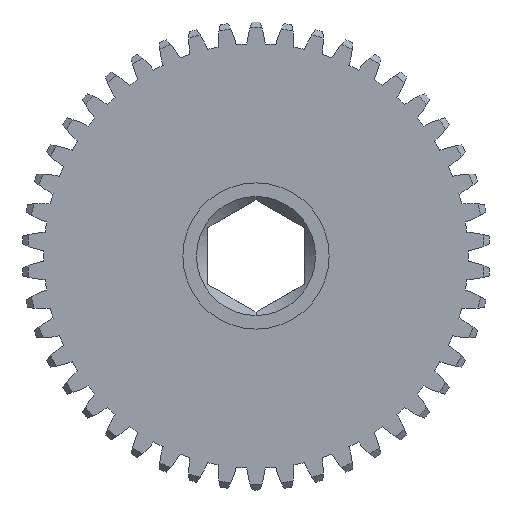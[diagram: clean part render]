
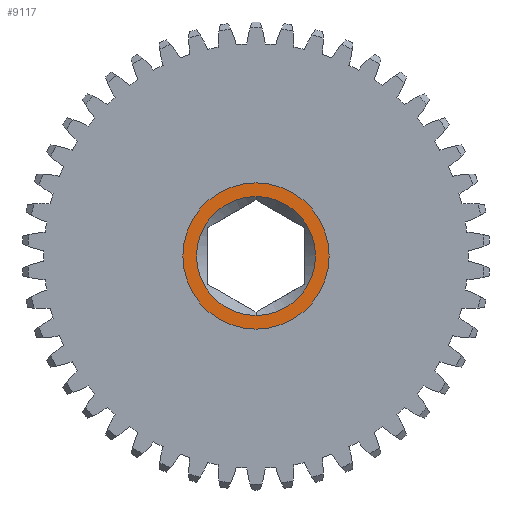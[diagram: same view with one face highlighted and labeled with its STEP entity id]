
A CAD part, left-side view. The second image highlights one B-rep face of the part: STEP entity #9117.
In plain terms, the highlighted planar face has unit normal (-1, 0, 0).
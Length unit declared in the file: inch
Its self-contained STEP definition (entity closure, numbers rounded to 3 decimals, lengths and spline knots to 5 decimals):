
#276 = ORIENTED_EDGE ( 'NONE', *, *, #9495, .F. ) ;
#550 = DIRECTION ( 'NONE',  ( 0., 0., 1. ) ) ;
#1092 = CARTESIAN_POINT ( 'NONE',  ( -0.0625, 0., 0.375 ) ) ;
#1142 = ORIENTED_EDGE ( 'NONE', *, *, #2477, .T. ) ;
#1533 = CARTESIAN_POINT ( 'NONE',  ( -0.0625, 0., 0. ) ) ;
#1746 = PLANE ( 'NONE',  #9945 ) ;
#1752 = CIRCLE ( 'NONE', #2962, 0.305 ) ;
#2118 = DIRECTION ( 'NONE',  ( 0., 0., 1. ) ) ;
#2220 = DIRECTION ( 'NONE',  ( -1., 0., 0. ) ) ;
#2283 = ORIENTED_EDGE ( 'NONE', *, *, #9518, .F. ) ;
#2422 = CIRCLE ( 'NONE', #8570, 0.375 ) ;
#2477 = EDGE_CURVE ( 'NONE', #9366, #6102, #2422, .T. ) ;
#2548 = FACE_OUTER_BOUND ( 'NONE', #8624, .T. ) ;
#2962 = AXIS2_PLACEMENT_3D ( 'NONE', #10391, #2220, #550 ) ;
#3119 = DIRECTION ( 'NONE',  ( -1., 0., 0. ) ) ;
#3709 = CARTESIAN_POINT ( 'NONE',  ( -0.0625, 0., -0.375 ) ) ;
#3806 = AXIS2_PLACEMENT_3D ( 'NONE', #10286, #7775, #2118 ) ;
#4137 = CIRCLE ( 'NONE', #3806, 0.305 ) ;
#5030 = EDGE_LOOP ( 'NONE', ( #276, #2283 ) ) ;
#5587 = AXIS2_PLACEMENT_3D ( 'NONE', #10432, #3119, #9644 ) ;
#5752 = CARTESIAN_POINT ( 'NONE',  ( -0.0625, 0., 0.305 ) ) ;
#5850 = VERTEX_POINT ( 'NONE', #5752 ) ;
#6072 = DIRECTION ( 'NONE',  ( -1., 0., 0. ) ) ;
#6102 = VERTEX_POINT ( 'NONE', #3709 ) ;
#6818 = DIRECTION ( 'NONE',  ( 0., 0., 1. ) ) ;
#7000 = EDGE_CURVE ( 'NONE', #6102, #9366, #10183, .T. ) ;
#7359 = FACE_BOUND ( 'NONE', #5030, .T. ) ;
#7775 = DIRECTION ( 'NONE',  ( -1., 0., 0. ) ) ;
#7981 = CARTESIAN_POINT ( 'NONE',  ( -0.0625, 0., -0.305 ) ) ;
#8214 = DIRECTION ( 'NONE',  ( 0., 0., 1. ) ) ;
#8570 = AXIS2_PLACEMENT_3D ( 'NONE', #9298, #6072, #6818 ) ;
#8624 = EDGE_LOOP ( 'NONE', ( #9111, #1142 ) ) ;
#8739 = VERTEX_POINT ( 'NONE', #7981 ) ;
#9111 = ORIENTED_EDGE ( 'NONE', *, *, #7000, .T. ) ;
#9117 = ADVANCED_FACE ( 'NONE', ( #7359, #2548 ), #1746, .T. ) ;
#9298 = CARTESIAN_POINT ( 'NONE',  ( -0.0625, 0., 0. ) ) ;
#9366 = VERTEX_POINT ( 'NONE', #1092 ) ;
#9495 = EDGE_CURVE ( 'NONE', #5850, #8739, #1752, .T. ) ;
#9518 = EDGE_CURVE ( 'NONE', #8739, #5850, #4137, .T. ) ;
#9644 = DIRECTION ( 'NONE',  ( 0., 0., 1. ) ) ;
#9945 = AXIS2_PLACEMENT_3D ( 'NONE', #1533, #10517, #8214 ) ;
#10183 = CIRCLE ( 'NONE', #5587, 0.375 ) ;
#10286 = CARTESIAN_POINT ( 'NONE',  ( -0.0625, 0., 0. ) ) ;
#10391 = CARTESIAN_POINT ( 'NONE',  ( -0.0625, 0., 0. ) ) ;
#10432 = CARTESIAN_POINT ( 'NONE',  ( -0.0625, 0., 0. ) ) ;
#10517 = DIRECTION ( 'NONE',  ( -1., 0., 0. ) ) ;
